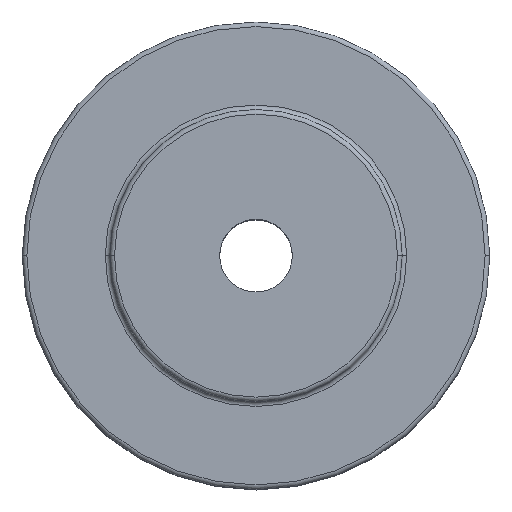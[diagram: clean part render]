
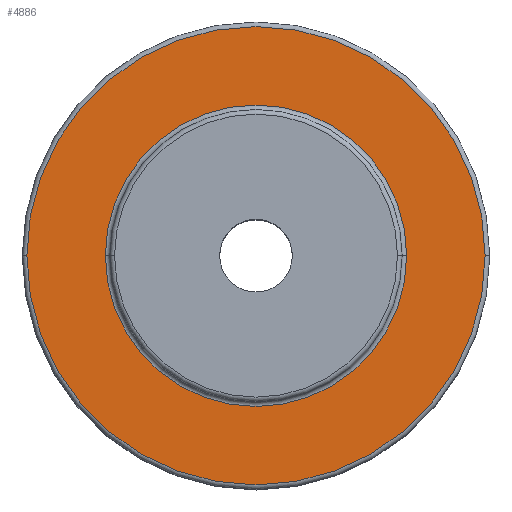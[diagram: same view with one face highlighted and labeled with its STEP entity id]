
A CAD part, top view. The second image highlights one B-rep face of the part: STEP entity #4886.
In plain terms, the highlighted planar face has unit normal (0, 0, 1).
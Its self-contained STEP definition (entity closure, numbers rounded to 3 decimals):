
#45=CARTESIAN_POINT('',(0.,0.,19.8));
#46=DIRECTION('',(0.,0.,-1.));
#47=DIRECTION('',(-1.,0.,0.));
#48=AXIS2_PLACEMENT_3D('',#45,#46,#47);
#50=CARTESIAN_POINT('',(0.,0.,19.8));
#51=DIRECTION('',(0.,0.,-1.));
#52=DIRECTION('',(1.,0.,0.));
#53=AXIS2_PLACEMENT_3D('',#50,#51,#52);
#55=CARTESIAN_POINT('',(0.,0.,19.8));
#56=DIRECTION('',(0.,0.,1.));
#57=DIRECTION('',(-1.,0.,0.));
#58=AXIS2_PLACEMENT_3D('',#55,#56,#57);
#60=CARTESIAN_POINT('',(0.,0.,19.8));
#61=DIRECTION('',(0.,0.,1.));
#62=DIRECTION('',(1.,0.,0.));
#63=AXIS2_PLACEMENT_3D('',#60,#61,#62);
#3980=CARTESIAN_POINT('',(-49.8,0.,19.8));
#3981=CARTESIAN_POINT('',(49.8,0.,19.8));
#3982=VERTEX_POINT('',#3980);
#3983=VERTEX_POINT('',#3981);
#3984=CARTESIAN_POINT('',(-32.75,0.,19.8));
#3985=CARTESIAN_POINT('',(32.75,0.,19.8));
#3986=VERTEX_POINT('',#3984);
#3987=VERTEX_POINT('',#3985);
#4871=CARTESIAN_POINT('',(0.,0.,19.8));
#4872=DIRECTION('',(0.,0.,1.));
#4873=DIRECTION('',(1.,0.,0.));
#4874=AXIS2_PLACEMENT_3D('',#4871,#4872,#4873);
#4875=PLANE('',#4874);
#4877=ORIENTED_EDGE('',*,*,#4876,.T.);
#4879=ORIENTED_EDGE('',*,*,#4878,.T.);
#4880=EDGE_LOOP('',(#4877,#4879));
#4881=FACE_OUTER_BOUND('',#4880,.F.);
#4882=ORIENTED_EDGE('',*,*,#4851,.T.);
#4883=ORIENTED_EDGE('',*,*,#4864,.T.);
#4884=EDGE_LOOP('',(#4882,#4883));
#4885=FACE_BOUND('',#4884,.F.);
#4886=ADVANCED_FACE('',(#4881,#4885),#4875,.T.);
#49=CIRCLE('',#48,49.8);
#54=CIRCLE('',#53,49.8);
#59=CIRCLE('',#58,32.75);
#64=CIRCLE('',#63,32.75);
#4851=EDGE_CURVE('',#3986,#3987,#59,.T.);
#4864=EDGE_CURVE('',#3987,#3986,#64,.T.);
#4876=EDGE_CURVE('',#3982,#3983,#49,.T.);
#4878=EDGE_CURVE('',#3983,#3982,#54,.T.);
